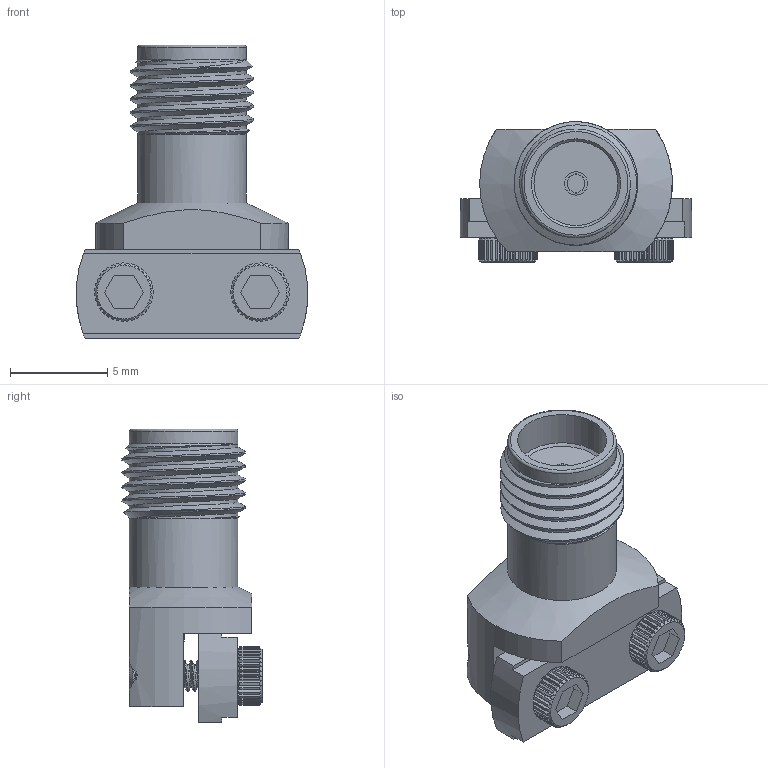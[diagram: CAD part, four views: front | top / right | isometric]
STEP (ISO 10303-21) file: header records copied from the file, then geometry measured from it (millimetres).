
FILE_DESCRIPTION (( 'STEP AP203' ), '1' );
FILE_NAME ('PE45463 ¦ FMCN1488.step', '2020-04-03T18:23:16', ( '' ), ( '' ), 'SwSTEP 2.0', 'SolidWorks 2018', '' );
FILE_SCHEMA (( 'CONFIG_CONTROL_DESIGN' ));
Length unit declared in the file: inch
Products named in the file (1): PE45463 ｦ FMCN1488
Bounding box: 11.88 x 7.21 x 15.09 mm (x, y, z)
Volume: 450.7 mm3; surface area: 871.4 mm2
Topology: 4 solids, 5 shells, 480 faces, 1108 edges, 644 vertices
Faces by surface type: plane 197, cone 155, cylinder 101, bspline 26, torus 1
Full cylindrical faces by diameter (mm): 0.64 x1, 0.919 x1, 1.14 x1, 1.194 x1, 1.6 x7, 2.958 x1, 4.572 x1, 5.582 x2
Entity records: 25885 total; most frequent: CARTESIAN_POINT 16016, ORIENTED_EDGE 2100, DIRECTION 1926, EDGE_CURVE 1050, AXIS2_PLACEMENT_3D 806, VERTEX_POINT 613, EDGE_LOOP 509, FACE_OUTER_BOUND 484
